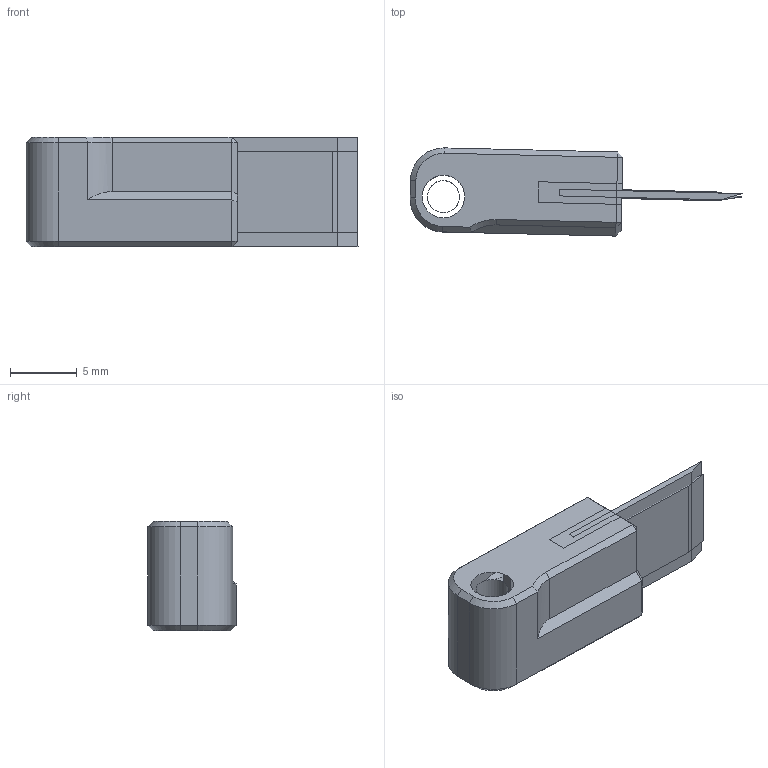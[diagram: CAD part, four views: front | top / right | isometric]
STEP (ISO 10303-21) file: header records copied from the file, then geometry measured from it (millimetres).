
FILE_DESCRIPTION(/* description */ (''),/* implementation_level */ '2;1');
FILE_NAME(/* name */ 'Blade Holder v1.step',/* time_stamp */ '2025-10-13T10:44:51+03:00',/* author */ (''),/* organization */ (''),/* preprocessor_version */ 'ST-DEVELOPER v20.1',/* originating_system */ 'Autodesk Translation Framework v14.17.0.0',/* authorisation */ '');
FILE_SCHEMA (('AUTOMOTIVE_DESIGN { 1 0 10303 214 3 1 1 }'));
Length unit declared in the file: millimetre
Products named in the file (1): Blade Holder
Bounding box: 24.91 x 6.6 x 8.2 mm (x, y, z)
Surface area: 2060.5 mm2
Topology: 4 solids, 4 shells, 124 faces, 271 edges, 156 vertices
Faces by surface type: plane 98, cone 16, cylinder 10
Full cylindrical faces by diameter (mm): 2.3 x2, 2.4 x2
Entity records: 3335 total; most frequent: DIRECTION 559, CARTESIAN_POINT 552, ORIENTED_EDGE 542, EDGE_CURVE 271, LINE 233, VECTOR 233, AXIS2_PLACEMENT_3D 163, VERTEX_POINT 156
